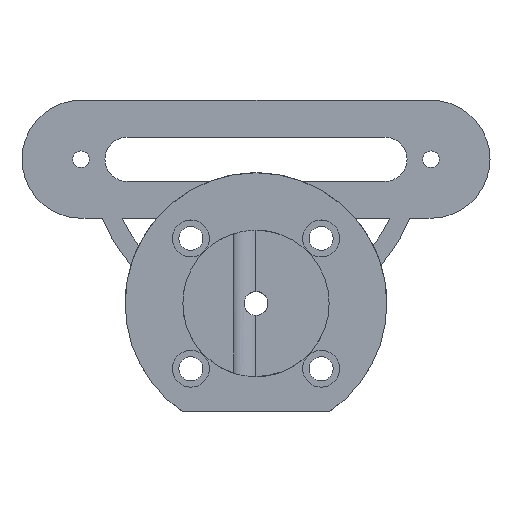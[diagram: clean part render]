
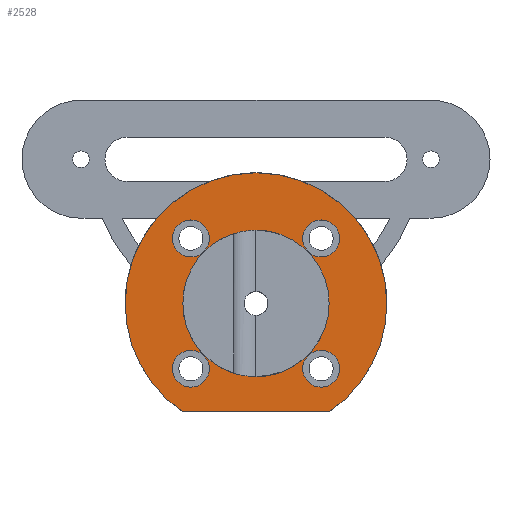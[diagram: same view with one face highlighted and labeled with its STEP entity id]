
A CAD part, top view. The second image highlights one B-rep face of the part: STEP entity #2528.
In plain terms, the highlighted planar face has unit normal (0, 0, 1).
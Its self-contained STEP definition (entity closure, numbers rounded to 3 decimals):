
#21 = CARTESIAN_POINT ( 'NONE',  ( -35.5, 0., 5. ) ) ;
#44 = DIRECTION ( 'NONE',  ( 0., 0., 1. ) ) ;
#45 = AXIS2_PLACEMENT_3D ( 'NONE', #2640, #2215, #602 ) ;
#52 = EDGE_LOOP ( 'NONE', ( #2733, #926 ) ) ;
#56 = DIRECTION ( 'NONE',  ( 0., 0., 1. ) ) ;
#60 = CIRCLE ( 'NONE', #1703, 5. ) ;
#96 = DIRECTION ( 'NONE',  ( 1., 0., 0. ) ) ;
#100 = AXIS2_PLACEMENT_3D ( 'NONE', #2631, #437, #2395 ) ;
#150 = AXIS2_PLACEMENT_3D ( 'NONE', #967, #2314, #96 ) ;
#163 = ORIENTED_EDGE ( 'NONE', *, *, #1996, .T. ) ;
#176 = DIRECTION ( 'NONE',  ( 0., 0., 1. ) ) ;
#269 = ORIENTED_EDGE ( 'NONE', *, *, #346, .F. ) ;
#284 = CIRCLE ( 'NONE', #434, 35.5 ) ;
#287 = DIRECTION ( 'NONE',  ( -1., 0., 0. ) ) ;
#346 = EDGE_CURVE ( 'NONE', #2393, #596, #2321, .T. ) ;
#348 = CARTESIAN_POINT ( 'NONE',  ( 17.678, -17.678, 5. ) ) ;
#362 = CARTESIAN_POINT ( 'NONE',  ( 0., 0., 5. ) ) ;
#374 = CARTESIAN_POINT ( 'NONE',  ( 12.678, -17.678, 5. ) ) ;
#378 = DIRECTION ( 'NONE',  ( 1., 0., 0. ) ) ;
#399 = CARTESIAN_POINT ( 'NONE',  ( -19.85, 0., 5. ) ) ;
#402 = DIRECTION ( 'NONE',  ( 0., 0., 1. ) ) ;
#434 = AXIS2_PLACEMENT_3D ( 'NONE', #477, #1636, #2522 ) ;
#437 = DIRECTION ( 'NONE',  ( 0., 0., 1. ) ) ;
#449 = ORIENTED_EDGE ( 'NONE', *, *, #1354, .F. ) ;
#477 = CARTESIAN_POINT ( 'NONE',  ( 0., 0., 5. ) ) ;
#520 = VERTEX_POINT ( 'NONE', #767 ) ;
#545 = EDGE_CURVE ( 'NONE', #2451, #559, #965, .T. ) ;
#559 = VERTEX_POINT ( 'NONE', #1748 ) ;
#571 = CARTESIAN_POINT ( 'NONE',  ( 17.678, 17.678, 5. ) ) ;
#596 = VERTEX_POINT ( 'NONE', #2374 ) ;
#602 = DIRECTION ( 'NONE',  ( 1., 0., 0. ) ) ;
#656 = VECTOR ( 'NONE', #287, 1000. ) ;
#667 = AXIS2_PLACEMENT_3D ( 'NONE', #571, #56, #2329 ) ;
#688 = EDGE_CURVE ( 'NONE', #559, #2451, #763, .T. ) ;
#689 = DIRECTION ( 'NONE',  ( 1., 0., 0. ) ) ;
#697 = ORIENTED_EDGE ( 'NONE', *, *, #1995, .F. ) ;
#703 = DIRECTION ( 'NONE',  ( 0., 0., 1. ) ) ;
#713 = ORIENTED_EDGE ( 'NONE', *, *, #1033, .F. ) ;
#745 = ORIENTED_EDGE ( 'NONE', *, *, #545, .F. ) ;
#756 = CARTESIAN_POINT ( 'NONE',  ( 12.678, 17.678, 5. ) ) ;
#758 = ORIENTED_EDGE ( 'NONE', *, *, #1134, .F. ) ;
#763 = CIRCLE ( 'NONE', #2400, 5. ) ;
#767 = CARTESIAN_POINT ( 'NONE',  ( -20., -29.33, 5. ) ) ;
#825 = DIRECTION ( 'NONE',  ( 1., 0., 0. ) ) ;
#844 = EDGE_LOOP ( 'NONE', ( #758, #713 ) ) ;
#869 = EDGE_CURVE ( 'NONE', #1862, #2479, #2442, .T. ) ;
#885 = EDGE_CURVE ( 'NONE', #1979, #1434, #1655, .T. ) ;
#889 = CIRCLE ( 'NONE', #2758, 19.85 ) ;
#907 = CIRCLE ( 'NONE', #2727, 5. ) ;
#926 = ORIENTED_EDGE ( 'NONE', *, *, #1815, .F. ) ;
#965 = CIRCLE ( 'NONE', #2459, 5. ) ;
#967 = CARTESIAN_POINT ( 'NONE',  ( 0., 0., 5. ) ) ;
#1033 = EDGE_CURVE ( 'NONE', #1708, #2810, #907, .T. ) ;
#1039 = DIRECTION ( 'NONE',  ( 0., 0., 1. ) ) ;
#1046 = CIRCLE ( 'NONE', #2825, 35.5 ) ;
#1066 = FACE_BOUND ( 'NONE', #844, .T. ) ;
#1108 = PLANE ( 'NONE',  #100 ) ;
#1134 = EDGE_CURVE ( 'NONE', #2810, #1708, #60, .T. ) ;
#1139 = CARTESIAN_POINT ( 'NONE',  ( 22.678, 17.678, 5. ) ) ;
#1170 = CARTESIAN_POINT ( 'NONE',  ( 35.5, 0., 5. ) ) ;
#1186 = CIRCLE ( 'NONE', #2872, 5. ) ;
#1191 = CARTESIAN_POINT ( 'NONE',  ( 20., -29.33, 5. ) ) ;
#1203 = CARTESIAN_POINT ( 'NONE',  ( -22.678, 17.678, 5. ) ) ;
#1206 = EDGE_LOOP ( 'NONE', ( #449, #1942 ) ) ;
#1228 = VERTEX_POINT ( 'NONE', #1191 ) ;
#1299 = DIRECTION ( 'NONE',  ( 1., 0., 0. ) ) ;
#1305 = FACE_BOUND ( 'NONE', #2632, .T. ) ;
#1320 = CIRCLE ( 'NONE', #45, 35.5 ) ;
#1322 = ORIENTED_EDGE ( 'NONE', *, *, #2671, .T. ) ;
#1354 = EDGE_CURVE ( 'NONE', #1434, #1979, #889, .T. ) ;
#1376 = EDGE_CURVE ( 'NONE', #1449, #2235, #1320, .T. ) ;
#1434 = VERTEX_POINT ( 'NONE', #399 ) ;
#1449 = VERTEX_POINT ( 'NONE', #1170 ) ;
#1465 = CARTESIAN_POINT ( 'NONE',  ( 19.85, 0., 5. ) ) ;
#1482 = AXIS2_PLACEMENT_3D ( 'NONE', #2741, #1619, #1848 ) ;
#1545 = DIRECTION ( 'NONE',  ( 1., 0., 0. ) ) ;
#1598 = DIRECTION ( 'NONE',  ( 1., 0., 0. ) ) ;
#1619 = DIRECTION ( 'NONE',  ( 0., 0., 1. ) ) ;
#1625 = EDGE_CURVE ( 'NONE', #1228, #520, #1670, .T. ) ;
#1636 = DIRECTION ( 'NONE',  ( 0., 0., 1. ) ) ;
#1655 = CIRCLE ( 'NONE', #150, 19.85 ) ;
#1670 = LINE ( 'NONE', #2558, #656 ) ;
#1703 = AXIS2_PLACEMENT_3D ( 'NONE', #2019, #703, #1598 ) ;
#1708 = VERTEX_POINT ( 'NONE', #1203 ) ;
#1738 = FACE_BOUND ( 'NONE', #1206, .T. ) ;
#1748 = CARTESIAN_POINT ( 'NONE',  ( -12.678, -17.678, 5. ) ) ;
#1768 = FACE_OUTER_BOUND ( 'NONE', #2102, .T. ) ;
#1769 = ORIENTED_EDGE ( 'NONE', *, *, #688, .F. ) ;
#1778 = FACE_BOUND ( 'NONE', #52, .T. ) ;
#1815 = EDGE_CURVE ( 'NONE', #2479, #1862, #2024, .T. ) ;
#1818 = CARTESIAN_POINT ( 'NONE',  ( -17.678, 17.678, 5. ) ) ;
#1848 = DIRECTION ( 'NONE',  ( 1., 0., 0. ) ) ;
#1862 = VERTEX_POINT ( 'NONE', #1139 ) ;
#1928 = ORIENTED_EDGE ( 'NONE', *, *, #1376, .T. ) ;
#1931 = AXIS2_PLACEMENT_3D ( 'NONE', #1961, #2871, #825 ) ;
#1942 = ORIENTED_EDGE ( 'NONE', *, *, #885, .F. ) ;
#1945 = DIRECTION ( 'NONE',  ( 0., 0., 1. ) ) ;
#1961 = CARTESIAN_POINT ( 'NONE',  ( 17.678, 17.678, 5. ) ) ;
#1979 = VERTEX_POINT ( 'NONE', #1465 ) ;
#1995 = EDGE_CURVE ( 'NONE', #596, #2393, #1186, .T. ) ;
#1996 = EDGE_CURVE ( 'NONE', #2235, #520, #1046, .T. ) ;
#2019 = CARTESIAN_POINT ( 'NONE',  ( -17.678, 17.678, 5. ) ) ;
#2024 = CIRCLE ( 'NONE', #1931, 5. ) ;
#2102 = EDGE_LOOP ( 'NONE', ( #2148, #1322, #1928, #163 ) ) ;
#2148 = ORIENTED_EDGE ( 'NONE', *, *, #1625, .F. ) ;
#2150 = DIRECTION ( 'NONE',  ( 1., 0., 0. ) ) ;
#2173 = CARTESIAN_POINT ( 'NONE',  ( 0., 0., 5. ) ) ;
#2175 = CARTESIAN_POINT ( 'NONE',  ( -17.678, -17.678, 5. ) ) ;
#2187 = DIRECTION ( 'NONE',  ( 0., 0., 1. ) ) ;
#2215 = DIRECTION ( 'NONE',  ( 0., 0., 1. ) ) ;
#2217 = EDGE_LOOP ( 'NONE', ( #697, #269 ) ) ;
#2235 = VERTEX_POINT ( 'NONE', #21 ) ;
#2314 = DIRECTION ( 'NONE',  ( 0., 0., 1. ) ) ;
#2321 = CIRCLE ( 'NONE', #1482, 5. ) ;
#2329 = DIRECTION ( 'NONE',  ( 1., 0., 0. ) ) ;
#2374 = CARTESIAN_POINT ( 'NONE',  ( 22.678, -17.678, 5. ) ) ;
#2378 = CARTESIAN_POINT ( 'NONE',  ( -22.678, -17.678, 5. ) ) ;
#2393 = VERTEX_POINT ( 'NONE', #374 ) ;
#2394 = CARTESIAN_POINT ( 'NONE',  ( -12.678, 17.678, 5. ) ) ;
#2395 = DIRECTION ( 'NONE',  ( 1., 0., 0. ) ) ;
#2400 = AXIS2_PLACEMENT_3D ( 'NONE', #2404, #402, #1299 ) ;
#2404 = CARTESIAN_POINT ( 'NONE',  ( -17.678, -17.678, 5. ) ) ;
#2422 = FACE_BOUND ( 'NONE', #2217, .T. ) ;
#2442 = CIRCLE ( 'NONE', #667, 5. ) ;
#2451 = VERTEX_POINT ( 'NONE', #2378 ) ;
#2459 = AXIS2_PLACEMENT_3D ( 'NONE', #2175, #176, #1545 ) ;
#2479 = VERTEX_POINT ( 'NONE', #756 ) ;
#2522 = DIRECTION ( 'NONE',  ( 1., 0., 0. ) ) ;
#2528 = ADVANCED_FACE ( 'NONE', ( #1768, #1778, #2422, #1305, #1066, #1738 ), #1108, .T. ) ;
#2558 = CARTESIAN_POINT ( 'NONE',  ( -20., -29.33, 5. ) ) ;
#2594 = DIRECTION ( 'NONE',  ( 1., 0., 0. ) ) ;
#2631 = CARTESIAN_POINT ( 'NONE',  ( 0., 0., 5. ) ) ;
#2632 = EDGE_LOOP ( 'NONE', ( #1769, #745 ) ) ;
#2640 = CARTESIAN_POINT ( 'NONE',  ( 0., 0., 5. ) ) ;
#2671 = EDGE_CURVE ( 'NONE', #1228, #1449, #284, .T. ) ;
#2727 = AXIS2_PLACEMENT_3D ( 'NONE', #1818, #44, #689 ) ;
#2733 = ORIENTED_EDGE ( 'NONE', *, *, #869, .F. ) ;
#2741 = CARTESIAN_POINT ( 'NONE',  ( 17.678, -17.678, 5. ) ) ;
#2758 = AXIS2_PLACEMENT_3D ( 'NONE', #2173, #2187, #2594 ) ;
#2810 = VERTEX_POINT ( 'NONE', #2394 ) ;
#2825 = AXIS2_PLACEMENT_3D ( 'NONE', #362, #1039, #2150 ) ;
#2871 = DIRECTION ( 'NONE',  ( 0., 0., 1. ) ) ;
#2872 = AXIS2_PLACEMENT_3D ( 'NONE', #348, #1945, #378 ) ;
